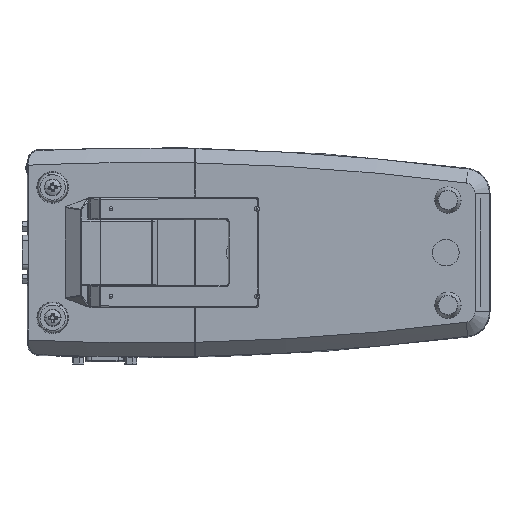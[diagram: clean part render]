
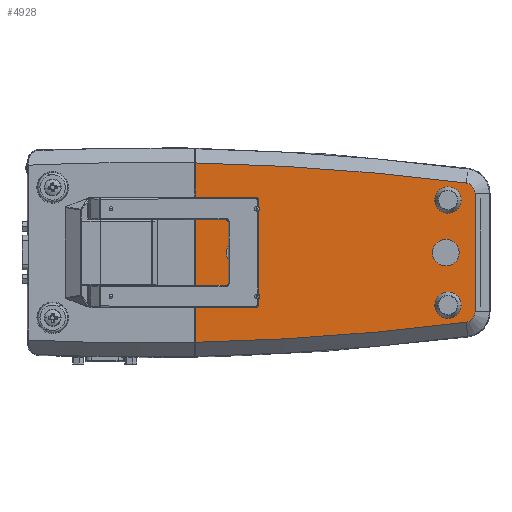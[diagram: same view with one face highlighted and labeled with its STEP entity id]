
A CAD part, front view. The second image highlights one B-rep face of the part: STEP entity #4928.
In plain terms, the highlighted planar face has unit normal (0, -1, 0).
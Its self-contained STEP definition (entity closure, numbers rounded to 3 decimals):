
#4928=ADVANCED_FACE('',(#10259,#10260,#10261,#10262,#10263),#10264,.F.);
#10259=FACE_OUTER_BOUND('',#18696,.T.);
#10260=FACE_BOUND('',#18697,.T.);
#10261=FACE_BOUND('',#18698,.T.);
#10262=FACE_BOUND('',#18699,.T.);
#10263=FACE_BOUND('',#18700,.T.);
#10264=PLANE('',#18701);
#18696=EDGE_LOOP('',(#33800,#33801,#33802,#33803,#33804,#33805));
#18697=EDGE_LOOP('',(#33806,#33807));
#18698=EDGE_LOOP('',(#33808,#33809));
#18699=EDGE_LOOP('',(#33810,#33811));
#18700=EDGE_LOOP('',(#33812,#33813));
#18701=AXIS2_PLACEMENT_3D('',#33814,#33815,#33816);
#33800=ORIENTED_EDGE('',*,*,#41122,.T.);
#33801=ORIENTED_EDGE('',*,*,#39387,.F.);
#33802=ORIENTED_EDGE('',*,*,#40248,.F.);
#33803=ORIENTED_EDGE('',*,*,#42171,.F.);
#33804=ORIENTED_EDGE('',*,*,#37995,.F.);
#33805=ORIENTED_EDGE('',*,*,#40053,.F.);
#33806=ORIENTED_EDGE('',*,*,#36136,.T.);
#33807=ORIENTED_EDGE('',*,*,#42039,.T.);
#33808=ORIENTED_EDGE('',*,*,#42172,.T.);
#33809=ORIENTED_EDGE('',*,*,#38717,.T.);
#33810=ORIENTED_EDGE('',*,*,#42173,.T.);
#33811=ORIENTED_EDGE('',*,*,#42174,.T.);
#33812=ORIENTED_EDGE('',*,*,#42175,.T.);
#33813=ORIENTED_EDGE('',*,*,#38622,.T.);
#33814=CARTESIAN_POINT('',(0.,-29.5,0.));
#33815=DIRECTION('',(0.,1.0,0.));
#33816=DIRECTION('',(1.0,0.0,0.));
#36136=EDGE_CURVE('',#42786,#42783,#42787,.T.);
#37995=EDGE_CURVE('',#45990,#45991,#45992,.T.);
#38622=EDGE_CURVE('',#46995,#46999,#47001,.T.);
#38717=EDGE_CURVE('',#47142,#47147,#47149,.T.);
#39387=EDGE_CURVE('',#48140,#48136,#48142,.T.);
#40053=EDGE_CURVE('',#49096,#45990,#49098,.T.);
#40248=EDGE_CURVE('',#49365,#48140,#49366,.T.);
#41122=EDGE_CURVE('',#49096,#48136,#50574,.T.);
#42039=EDGE_CURVE('',#42783,#42786,#51626,.T.);
#42171=EDGE_CURVE('',#45991,#49365,#51768,.T.);
#42172=EDGE_CURVE('',#47147,#47142,#51769,.T.);
#42173=EDGE_CURVE('',#51770,#51771,#51772,.T.);
#42174=EDGE_CURVE('',#51771,#51770,#51773,.T.);
#42175=EDGE_CURVE('',#46999,#46995,#51774,.T.);
#42783=VERTEX_POINT('',#52590);
#42786=VERTEX_POINT('',#52594);
#42787=CIRCLE('',#52595,6.25);
#45990=VERTEX_POINT('',#58219);
#45991=VERTEX_POINT('',#58220);
#45992=CIRCLE('',#58221,4.879);
#46995=VERTEX_POINT('',#59933);
#46999=VERTEX_POINT('',#59938);
#47001=CIRCLE('',#59941,6.35);
#47142=VERTEX_POINT('',#60239);
#47147=VERTEX_POINT('',#60245);
#47149=CIRCLE('',#60248,6.25);
#48136=VERTEX_POINT('',#62290);
#48140=VERTEX_POINT('',#62303);
#48142=CIRCLE('',#62306,1192.879);
#49096=VERTEX_POINT('',#64145);
#49098=CIRCLE('',#64156,1192.879);
#49365=VERTEX_POINT('',#64684);
#49366=CIRCLE('',#64685,4.879);
#50574=LINE('',#67040,#67041);
#51626=CIRCLE('',#69140,6.25);
#51768=LINE('',#69344,#69345);
#51769=CIRCLE('',#69346,6.25);
#51770=VERTEX_POINT('',#69347);
#51771=VERTEX_POINT('',#69348);
#51772=CIRCLE('',#69349,6.35);
#51773=CIRCLE('',#69350,6.35);
#51774=CIRCLE('',#69351,6.35);
#52590=CARTESIAN_POINT('',(96.25,-29.5,-25.0));
#52594=CARTESIAN_POINT('',(83.75,-29.5,-25.0));
#52595=AXIS2_PLACEMENT_3D('',#70101,#70102,#70103);
#58219=CARTESIAN_POINT('',(98.624,-29.5,33.075));
#58220=CARTESIAN_POINT('',(102.879,-29.5,28.236));
#58221=AXIS2_PLACEMENT_3D('',#72238,#72239,#72240);
#59933=CARTESIAN_POINT('',(-9.,-29.5,-6.35));
#59938=CARTESIAN_POINT('',(-9.,-29.5,6.35));
#59941=AXIS2_PLACEMENT_3D('',#72998,#72999,#73000);
#60239=CARTESIAN_POINT('',(96.25,-29.5,25.0));
#60245=CARTESIAN_POINT('',(83.75,-29.5,25.0));
#60248=AXIS2_PLACEMENT_3D('',#73114,#73115,#73116);
#62290=CARTESIAN_POINT('',(-30.192,-29.5,-42.641));
#62303=CARTESIAN_POINT('',(98.624,-29.5,-33.075));
#62306=AXIS2_PLACEMENT_3D('',#73826,#73827,#73828);
#64145=CARTESIAN_POINT('',(-30.192,-29.5,42.641));
#64156=AXIS2_PLACEMENT_3D('',#74565,#74566,#74567);
#64684=CARTESIAN_POINT('',(102.879,-29.5,-28.236));
#64685=AXIS2_PLACEMENT_3D('',#74761,#74762,#74763);
#67040=CARTESIAN_POINT('',(-30.192,-29.5,42.641));
#67041=VECTOR('',#75604,85.282);
#69140=AXIS2_PLACEMENT_3D('',#76374,#76375,#76376);
#69344=CARTESIAN_POINT('',(102.879,-29.5,28.236));
#69345=VECTOR('',#76458,56.472);
#69346=AXIS2_PLACEMENT_3D('',#76459,#76460,#76461);
#69347=CARTESIAN_POINT('',(89.0,-29.5,6.35));
#69348=CARTESIAN_POINT('',(89.0,-29.5,-6.35));
#69349=AXIS2_PLACEMENT_3D('',#76462,#76463,#76464);
#69350=AXIS2_PLACEMENT_3D('',#76465,#76466,#76467);
#69351=AXIS2_PLACEMENT_3D('',#76468,#76469,#76470);
#70101=CARTESIAN_POINT('',(90.0,-29.5,-25.0));
#70102=DIRECTION('',(0.,1.0,0.));
#70103=DIRECTION('',(1.0,0.,0.0));
#72238=CARTESIAN_POINT('',(98.,-29.5,28.236));
#72239=DIRECTION('',(0.,1.0,0.));
#72240=DIRECTION('',(0.128,0.,0.992));
#72998=CARTESIAN_POINT('',(-9.,-29.5,0.));
#72999=DIRECTION('',(0.,1.0,0.));
#73000=DIRECTION('',(0.,0.,-1.0));
#73114=CARTESIAN_POINT('',(90.0,-29.5,25.0));
#73115=DIRECTION('',(0.,1.0,0.));
#73116=DIRECTION('',(1.0,0.,0.0));
#73826=CARTESIAN_POINT('',(-54.,-29.5,1150.0));
#73827=DIRECTION('',(0.,1.0,0.));
#73828=DIRECTION('',(0.128,0.,-0.992));
#74565=CARTESIAN_POINT('',(-54.,-29.5,-1150.));
#74566=DIRECTION('',(0.,1.0,0.));
#74567=DIRECTION('',(-0.059,0.,0.998));
#74761=CARTESIAN_POINT('',(98.,-29.5,-28.236));
#74762=DIRECTION('',(0.,1.0,0.));
#74763=DIRECTION('',(1.0,0.,0.));
#75604=DIRECTION('',(0.,0.,-1.0));
#76374=CARTESIAN_POINT('',(90.0,-29.5,-25.0));
#76375=DIRECTION('',(0.,1.0,0.));
#76376=DIRECTION('',(1.0,0.,0.0));
#76458=DIRECTION('',(0.,0.,-1.0));
#76459=CARTESIAN_POINT('',(90.0,-29.5,25.0));
#76460=DIRECTION('',(0.,1.0,0.));
#76461=DIRECTION('',(1.0,0.,0.0));
#76462=CARTESIAN_POINT('',(89.0,-29.5,0.));
#76463=DIRECTION('',(0.,1.0,0.));
#76464=DIRECTION('',(0.,0.,-1.0));
#76465=CARTESIAN_POINT('',(89.0,-29.5,0.));
#76466=DIRECTION('',(0.,1.0,0.));
#76467=DIRECTION('',(0.,0.,-1.0));
#76468=CARTESIAN_POINT('',(-9.,-29.5,0.));
#76469=DIRECTION('',(0.,1.0,0.));
#76470=DIRECTION('',(0.,0.,-1.0));
